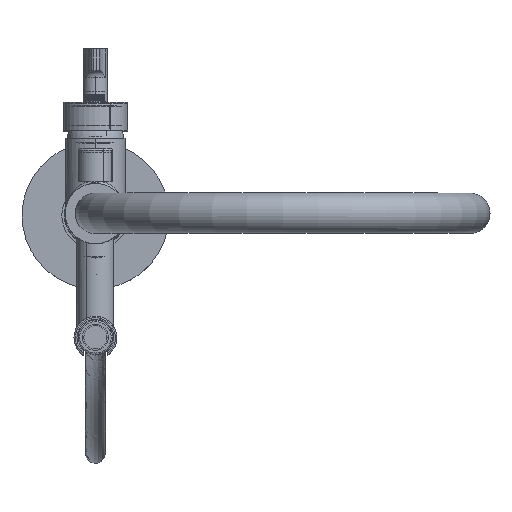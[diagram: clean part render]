
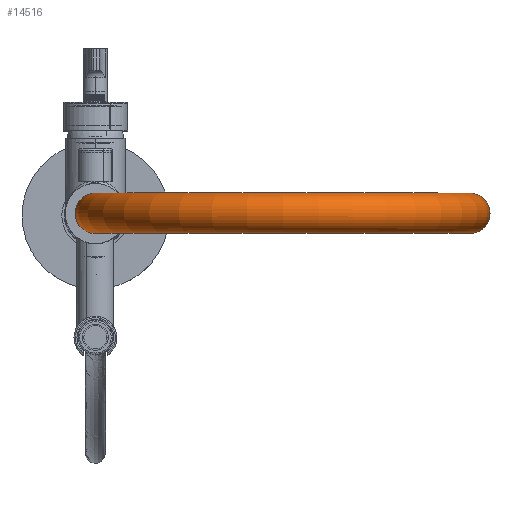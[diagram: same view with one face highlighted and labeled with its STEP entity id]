
A CAD part, top view. The second image highlights one B-rep face of the part: STEP entity #14516.
In plain terms, the highlighted toroidal (fillet/blend) face has major radius 130 mm and minor radius 14 mm.
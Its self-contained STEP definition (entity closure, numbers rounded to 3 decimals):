
#14433=CARTESIAN_POINT('Vertex',(260.,14.,281.8)) ;
#14438=CARTESIAN_POINT('Axis2P3D Location',(260.,0.,281.8)) ;
#14442=CARTESIAN_POINT('Vertex',(260.,-14.,281.8)) ;
#14486=CARTESIAN_POINT('Axis2P3D Location',(130.,0.,281.8)) ;
#14491=CARTESIAN_POINT('Axis2P3D Location',(0.,0.,281.8)) ;
#14495=CARTESIAN_POINT('Vertex',(0.,14.,281.8)) ;
#14497=CARTESIAN_POINT('Vertex',(0.,-14.,281.8)) ;
#14500=CARTESIAN_POINT('Axis2P3D Location',(130.,-14.,281.8)) ;
#14505=CARTESIAN_POINT('Axis2P3D Location',(130.,14.,281.8)) ;
#14439=DIRECTION('Axis2P3D Direction',(-0.,-0.,-1.)) ;
#14487=DIRECTION('Axis2P3D Direction',(0.,-1.,0.)) ;
#14488=DIRECTION('Axis2P3D XDirection',(1.,0.,0.)) ;
#14492=DIRECTION('Axis2P3D Direction',(0.,0.,1.)) ;
#14501=DIRECTION('Axis2P3D Direction',(0.,-1.,0.)) ;
#14506=DIRECTION('Axis2P3D Direction',(0.,-1.,0.)) ;
#14440=AXIS2_PLACEMENT_3D('Circle Axis2P3D',#14438,#14439,$) ;
#14489=AXIS2_PLACEMENT_3D('Torus Axis2P3D',#14486,#14487,#14488) ;
#14493=AXIS2_PLACEMENT_3D('Circle Axis2P3D',#14491,#14492,$) ;
#14502=AXIS2_PLACEMENT_3D('Circle Axis2P3D',#14500,#14501,$) ;
#14507=AXIS2_PLACEMENT_3D('Circle Axis2P3D',#14505,#14506,$) ;
#14441=CIRCLE('generated circle',#14440,14.) ;
#14494=CIRCLE('generated circle',#14493,14.) ;
#14503=CIRCLE('generated circle',#14502,130.) ;
#14508=CIRCLE('generated circle',#14507,130.) ;
#14490=TOROIDAL_SURFACE('homeo Torus',#14489,130.,14.) ;
#14444=EDGE_CURVE('',#14434,#14443,#14441,.T.) ;
#14499=EDGE_CURVE('',#14496,#14498,#14494,.T.) ;
#14504=EDGE_CURVE('',#14443,#14498,#14503,.T.) ;
#14509=EDGE_CURVE('',#14434,#14496,#14508,.T.) ;
#14511=ORIENTED_EDGE('',*,*,#14499,.T.) ;
#14512=ORIENTED_EDGE('',*,*,#14504,.F.) ;
#14513=ORIENTED_EDGE('',*,*,#14444,.F.) ;
#14514=ORIENTED_EDGE('',*,*,#14509,.T.) ;
#14510=EDGE_LOOP('',(#14511,#14512,#14513,#14514)) ;
#14434=VERTEX_POINT('',#14433) ;
#14443=VERTEX_POINT('',#14442) ;
#14496=VERTEX_POINT('',#14495) ;
#14498=VERTEX_POINT('',#14497) ;
#14516=ADVANCED_FACE('Product2_AllCATPart.1\\Product1_AllCATPart.1\\PartBody',(#14515),#14490,.T.) ;
#14515=FACE_OUTER_BOUND('',#14510,.T.) ;
